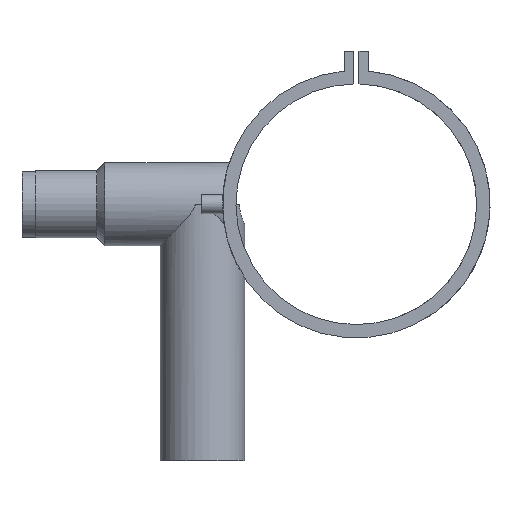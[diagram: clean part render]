
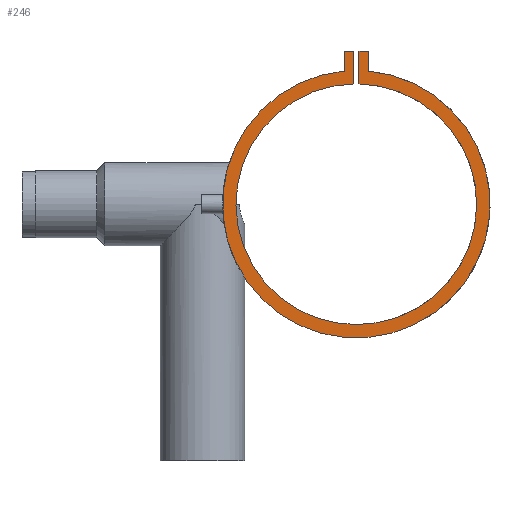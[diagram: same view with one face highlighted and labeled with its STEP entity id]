
A CAD part, left-side view. The second image highlights one B-rep face of the part: STEP entity #246.
In plain terms, the highlighted planar face has unit normal (-1, 0, 0).
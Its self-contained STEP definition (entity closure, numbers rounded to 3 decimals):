
#8 = ORIENTED_EDGE ( 'NONE', *, *, #748, .F. ) ;
#16 = DIRECTION ( 'NONE',  ( 0., 0., -1. ) ) ;
#22 = CARTESIAN_POINT ( 'NONE',  ( -69., 9., 114.594 ) ) ;
#60 = VERTEX_POINT ( 'NONE', #1547 ) ;
#90 = FACE_OUTER_BOUND ( 'NONE', #346, .T. ) ;
#91 = VERTEX_POINT ( 'NONE', #2258 ) ;
#106 = VECTOR ( 'NONE', #2388, 1000. ) ;
#223 = VECTOR ( 'NONE', #928, 1000. ) ;
#246 = ADVANCED_FACE ( 'NONE', ( #90 ), #997, .F. ) ;
#256 = CARTESIAN_POINT ( 'NONE',  ( -69., -2., 114.594 ) ) ;
#314 = DIRECTION ( 'NONE',  ( 0., 0., -1. ) ) ;
#346 = EDGE_LOOP ( 'NONE', ( #8, #1067, #2282, #2566, #1454, #738, #2138, #768 ) ) ;
#507 = CARTESIAN_POINT ( 'NONE',  ( -69., 0., 0. ) ) ;
#537 = VERTEX_POINT ( 'NONE', #1711 ) ;
#664 = EDGE_CURVE ( 'NONE', #60, #2527, #1141, .T. ) ;
#671 = LINE ( 'NONE', #1550, #106 ) ;
#700 = EDGE_CURVE ( 'NONE', #1472, #60, #939, .T. ) ;
#738 = ORIENTED_EDGE ( 'NONE', *, *, #664, .F. ) ;
#748 = EDGE_CURVE ( 'NONE', #91, #537, #1074, .T. ) ;
#751 = VECTOR ( 'NONE', #2785, 1000. ) ;
#760 = EDGE_CURVE ( 'NONE', #2527, #1116, #1036, .T. ) ;
#768 = ORIENTED_EDGE ( 'NONE', *, *, #1755, .F. ) ;
#772 = DIRECTION ( 'NONE',  ( 0., 0., -1. ) ) ;
#826 = CARTESIAN_POINT ( 'NONE',  ( -69., -9., 114.594 ) ) ;
#891 = VECTOR ( 'NONE', #314, 1000. ) ;
#903 = EDGE_CURVE ( 'NONE', #2777, #91, #1413, .T. ) ;
#928 = DIRECTION ( 'NONE',  ( 0., 0., 1. ) ) ;
#939 = LINE ( 'NONE', #1806, #1124 ) ;
#956 = CARTESIAN_POINT ( 'NONE',  ( -69., 0., 0. ) ) ;
#997 = PLANE ( 'NONE',  #1666 ) ;
#1027 = AXIS2_PLACEMENT_3D ( 'NONE', #507, #1393, #2245 ) ;
#1036 = CIRCLE ( 'NONE', #1027, 90. ) ;
#1064 = EDGE_CURVE ( 'NONE', #1116, #2636, #1113, .T. ) ;
#1067 = ORIENTED_EDGE ( 'NONE', *, *, #903, .F. ) ;
#1071 = AXIS2_PLACEMENT_3D ( 'NONE', #956, #1821, #2639 ) ;
#1074 = CIRCLE ( 'NONE', #1071, 100. ) ;
#1113 = LINE ( 'NONE', #1977, #751 ) ;
#1116 = VERTEX_POINT ( 'NONE', #2195 ) ;
#1124 = VECTOR ( 'NONE', #2624, 1000. ) ;
#1141 = LINE ( 'NONE', #2002, #1210 ) ;
#1210 = VECTOR ( 'NONE', #16, 1000. ) ;
#1393 = DIRECTION ( 'NONE',  ( -1., 0., 0. ) ) ;
#1413 = LINE ( 'NONE', #2266, #891 ) ;
#1454 = ORIENTED_EDGE ( 'NONE', *, *, #760, .F. ) ;
#1472 = VERTEX_POINT ( 'NONE', #2437 ) ;
#1502 = CARTESIAN_POINT ( 'NONE',  ( -69., 2., 89.978 ) ) ;
#1547 = CARTESIAN_POINT ( 'NONE',  ( -69., 2., 114.594 ) ) ;
#1550 = CARTESIAN_POINT ( 'NONE',  ( -69., -2., 114.594 ) ) ;
#1666 = AXIS2_PLACEMENT_3D ( 'NONE', #1858, #2672, #772 ) ;
#1711 = CARTESIAN_POINT ( 'NONE',  ( -69., 9., 99.594 ) ) ;
#1755 = EDGE_CURVE ( 'NONE', #537, #1472, #2006, .T. ) ;
#1806 = CARTESIAN_POINT ( 'NONE',  ( -69., 9., 114.594 ) ) ;
#1821 = DIRECTION ( 'NONE',  ( 1., 0., 0. ) ) ;
#1858 = CARTESIAN_POINT ( 'NONE',  ( -69., 0., 0. ) ) ;
#1977 = CARTESIAN_POINT ( 'NONE',  ( -69., -2., 114.594 ) ) ;
#2002 = CARTESIAN_POINT ( 'NONE',  ( -69., 2., 114.594 ) ) ;
#2006 = LINE ( 'NONE', #22, #223 ) ;
#2114 = EDGE_CURVE ( 'NONE', #2636, #2777, #671, .T. ) ;
#2138 = ORIENTED_EDGE ( 'NONE', *, *, #700, .F. ) ;
#2195 = CARTESIAN_POINT ( 'NONE',  ( -69., -2., 89.978 ) ) ;
#2245 = DIRECTION ( 'NONE',  ( 0., 0., -1. ) ) ;
#2258 = CARTESIAN_POINT ( 'NONE',  ( -69., -9., 99.594 ) ) ;
#2266 = CARTESIAN_POINT ( 'NONE',  ( -69., -9., 114.594 ) ) ;
#2282 = ORIENTED_EDGE ( 'NONE', *, *, #2114, .F. ) ;
#2388 = DIRECTION ( 'NONE',  ( 0., -1., 0. ) ) ;
#2437 = CARTESIAN_POINT ( 'NONE',  ( -69., 9., 114.594 ) ) ;
#2527 = VERTEX_POINT ( 'NONE', #1502 ) ;
#2566 = ORIENTED_EDGE ( 'NONE', *, *, #1064, .F. ) ;
#2624 = DIRECTION ( 'NONE',  ( 0., -1., 0. ) ) ;
#2636 = VERTEX_POINT ( 'NONE', #256 ) ;
#2639 = DIRECTION ( 'NONE',  ( 0., 0., -1. ) ) ;
#2672 = DIRECTION ( 'NONE',  ( 1., 0., 0. ) ) ;
#2777 = VERTEX_POINT ( 'NONE', #826 ) ;
#2785 = DIRECTION ( 'NONE',  ( 0., 0., 1. ) ) ;
